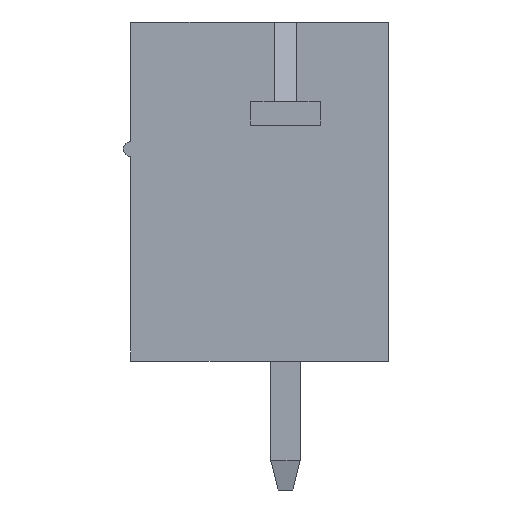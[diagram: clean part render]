
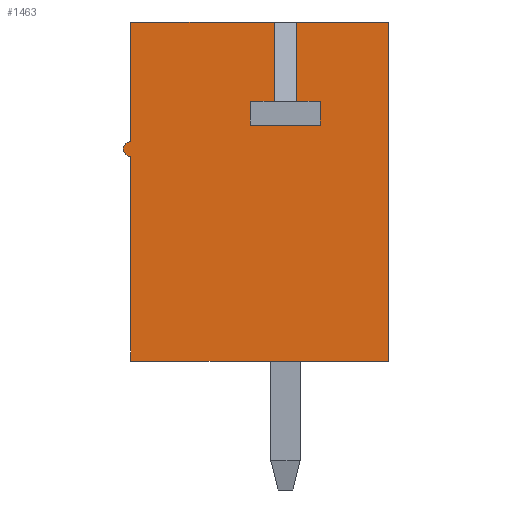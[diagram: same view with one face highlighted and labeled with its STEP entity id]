
A CAD part, left-side view. The second image highlights one B-rep face of the part: STEP entity #1463.
In plain terms, the highlighted planar face has unit normal (-1, 0, 0).
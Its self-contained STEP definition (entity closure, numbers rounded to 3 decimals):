
#1463 = ADVANCED_FACE( '', ( #3067 ), #3068, .F. );
#3067 = FACE_OUTER_BOUND( '', #4827, .T. );
#3068 = PLANE( '', #4828 );
#4827 = EDGE_LOOP( '', ( #9044, #9045, #9046, #9047, #9048, #9049, #9050, #9051, #9052, #9053, #9054, #9055, #9056, #9057 ) );
#4828 = AXIS2_PLACEMENT_3D( '', #9058, #9059, #9060 );
#9044 = ORIENTED_EDGE( '', *, *, #12431, .T. );
#9045 = ORIENTED_EDGE( '', *, *, #11178, .T. );
#9046 = ORIENTED_EDGE( '', *, *, #12370, .F. );
#9047 = ORIENTED_EDGE( '', *, *, #11700, .T. );
#9048 = ORIENTED_EDGE( '', *, *, #11146, .T. );
#9049 = ORIENTED_EDGE( '', *, *, #12627, .T. );
#9050 = ORIENTED_EDGE( '', *, *, #12628, .F. );
#9051 = ORIENTED_EDGE( '', *, *, #11262, .F. );
#9052 = ORIENTED_EDGE( '', *, *, #12366, .F. );
#9053 = ORIENTED_EDGE( '', *, *, #12629, .T. );
#9054 = ORIENTED_EDGE( '', *, *, #11499, .T. );
#9055 = ORIENTED_EDGE( '', *, *, #11311, .T. );
#9056 = ORIENTED_EDGE( '', *, *, #11064, .T. );
#9057 = ORIENTED_EDGE( '', *, *, #12630, .T. );
#9058 = CARTESIAN_POINT( '', ( -21.55, 0., 0. ) );
#9059 = DIRECTION( '', ( 1., 0., 0. ) );
#9060 = DIRECTION( '', ( 0., 0., -1. ) );
#11064 = EDGE_CURVE( '', #13385, #13386, #13387, .T. );
#11146 = EDGE_CURVE( '', #13536, #13534, #13537, .F. );
#11178 = EDGE_CURVE( '', #13585, #13587, #13589, .T. );
#11262 = EDGE_CURVE( '', #13740, #13742, #13743, .T. );
#11311 = EDGE_CURVE( '', #13828, #13385, #13829, .T. );
#11499 = EDGE_CURVE( '', #14136, #13828, #14137, .T. );
#11700 = EDGE_CURVE( '', #14468, #13536, #14472, .T. );
#12366 = EDGE_CURVE( '', #14648, #13740, #15466, .T. );
#12370 = EDGE_CURVE( '', #14468, #13587, #15472, .T. );
#12431 = EDGE_CURVE( '', #15549, #13585, #15550, .T. );
#12627 = EDGE_CURVE( '', #13534, #15795, #15796, .T. );
#12628 = EDGE_CURVE( '', #13742, #15795, #15797, .T. );
#12629 = EDGE_CURVE( '', #14648, #14136, #15798, .T. );
#12630 = EDGE_CURVE( '', #13386, #15549, #15799, .T. );
#13385 = VERTEX_POINT( '', #16770 );
#13386 = VERTEX_POINT( '', #16771 );
#13387 = LINE( '', #16772, #16773 );
#13534 = VERTEX_POINT( '', #16980 );
#13536 = VERTEX_POINT( '', #16983 );
#13537 = CIRCLE( '', #16984, 0.2 );
#13585 = VERTEX_POINT( '', #17055 );
#13587 = VERTEX_POINT( '', #17058 );
#13589 = LINE( '', #17061, #17062 );
#13740 = VERTEX_POINT( '', #17283 );
#13742 = VERTEX_POINT( '', #17286 );
#13743 = LINE( '', #17287, #17288 );
#13828 = VERTEX_POINT( '', #17411 );
#13829 = LINE( '', #17412, #17413 );
#14136 = VERTEX_POINT( '', #17865 );
#14137 = LINE( '', #17866, #17867 );
#14468 = VERTEX_POINT( '', #18344 );
#14472 = LINE( '', #18350, #18351 );
#14648 = VERTEX_POINT( '', #18613 );
#15466 = LINE( '', #19848, #19849 );
#15472 = LINE( '', #19858, #19859 );
#15549 = VERTEX_POINT( '', #19976 );
#15550 = LINE( '', #19977, #19978 );
#15795 = VERTEX_POINT( '', #20340 );
#15796 = LINE( '', #20341, #20342 );
#15797 = LINE( '', #20343, #20344 );
#15798 = LINE( '', #20345, #20346 );
#15799 = LINE( '', #20347, #20348 );
#16770 = CARTESIAN_POINT( '', ( -21.55, -1.75, 1.8 ) );
#16771 = CARTESIAN_POINT( '', ( -21.55, 0.15, 1.8 ) );
#16772 = CARTESIAN_POINT( '', ( -21.55, -1.75, 1.8 ) );
#16773 = VECTOR( '', #21114, 1000. );
#16980 = CARTESIAN_POINT( '', ( -21.55, 3.4, 0.95 ) );
#16983 = CARTESIAN_POINT( '', ( -21.55, 3.4, 1.35 ) );
#16984 = AXIS2_PLACEMENT_3D( '', #21203, #21204, #21205 );
#17055 = CARTESIAN_POINT( '', ( -21.55, -0.5, 2.45 ) );
#17058 = CARTESIAN_POINT( '', ( -21.55, -0.5, 4.6 ) );
#17061 = CARTESIAN_POINT( '', ( -21.55, -0.5, 2.45 ) );
#17062 = VECTOR( '', #21231, 1000. );
#17283 = CARTESIAN_POINT( '', ( -21.55, -3.6, 4.6 ) );
#17286 = CARTESIAN_POINT( '', ( -21.55, -3.6, -4.6 ) );
#17287 = CARTESIAN_POINT( '', ( -21.55, -3.6, 4.6 ) );
#17288 = VECTOR( '', #21312, 1000. );
#17411 = CARTESIAN_POINT( '', ( -21.55, -1.75, 2.45 ) );
#17412 = CARTESIAN_POINT( '', ( -21.55, -1.75, 2.45 ) );
#17413 = VECTOR( '', #21357, 1000. );
#17865 = CARTESIAN_POINT( '', ( -21.55, -1.1, 2.45 ) );
#17866 = CARTESIAN_POINT( '', ( -21.55, -1.1, 2.45 ) );
#17867 = VECTOR( '', #21515, 1000. );
#18344 = CARTESIAN_POINT( '', ( -21.55, 3.4, 4.6 ) );
#18350 = CARTESIAN_POINT( '', ( -21.55, 3.4, 0. ) );
#18351 = VECTOR( '', #21703, 1000. );
#18613 = CARTESIAN_POINT( '', ( -21.55, -1.1, 4.6 ) );
#19848 = CARTESIAN_POINT( '', ( -21.55, 3.6, 4.6 ) );
#19849 = VECTOR( '', #22303, 1000. );
#19858 = CARTESIAN_POINT( '', ( -21.55, 3.6, 4.6 ) );
#19859 = VECTOR( '', #22307, 1000. );
#19976 = CARTESIAN_POINT( '', ( -21.55, 0.15, 2.45 ) );
#19977 = CARTESIAN_POINT( '', ( -21.55, 0.15, 2.45 ) );
#19978 = VECTOR( '', #22348, 1000. );
#20340 = CARTESIAN_POINT( '', ( -21.55, 3.4, -4.6 ) );
#20341 = CARTESIAN_POINT( '', ( -21.55, 3.4, 0. ) );
#20342 = VECTOR( '', #22484, 1000. );
#20343 = CARTESIAN_POINT( '', ( -21.55, -3.6, -4.6 ) );
#20344 = VECTOR( '', #22485, 1000. );
#20345 = CARTESIAN_POINT( '', ( -21.55, -1.1, 4.6 ) );
#20346 = VECTOR( '', #22486, 1000. );
#20347 = CARTESIAN_POINT( '', ( -21.55, 0.15, 1.8 ) );
#20348 = VECTOR( '', #22487, 1000. );
#21114 = DIRECTION( '', ( 0., 1., 0. ) );
#21203 = CARTESIAN_POINT( '', ( -21.55, 3.4, 1.15 ) );
#21204 = DIRECTION( '', ( 1., 0., 0. ) );
#21205 = DIRECTION( '', ( 0., 0., -1. ) );
#21231 = DIRECTION( '', ( 0., 0., 1. ) );
#21312 = DIRECTION( '', ( 0., 0., -1. ) );
#21357 = DIRECTION( '', ( 0., 0., -1. ) );
#21515 = DIRECTION( '', ( 0., -1., 0. ) );
#21703 = DIRECTION( '', ( 0., 0., -1. ) );
#22303 = DIRECTION( '', ( 0., -1., 0. ) );
#22307 = DIRECTION( '', ( 0., -1., 0. ) );
#22348 = DIRECTION( '', ( 0., -1., 0. ) );
#22484 = DIRECTION( '', ( 0., 0., -1. ) );
#22485 = DIRECTION( '', ( 0., 1., 0. ) );
#22486 = DIRECTION( '', ( 0., 0., -1. ) );
#22487 = DIRECTION( '', ( 0., 0., 1. ) );
